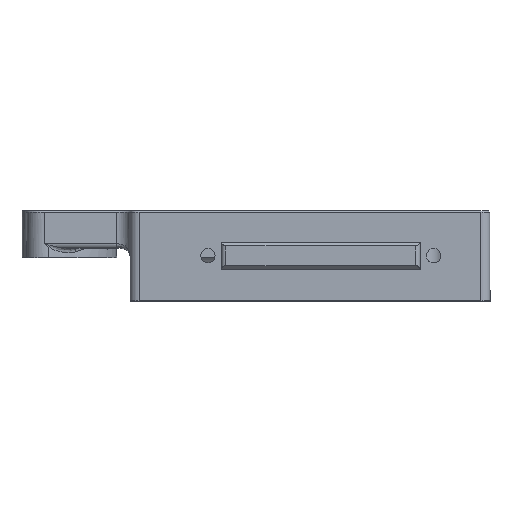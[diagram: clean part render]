
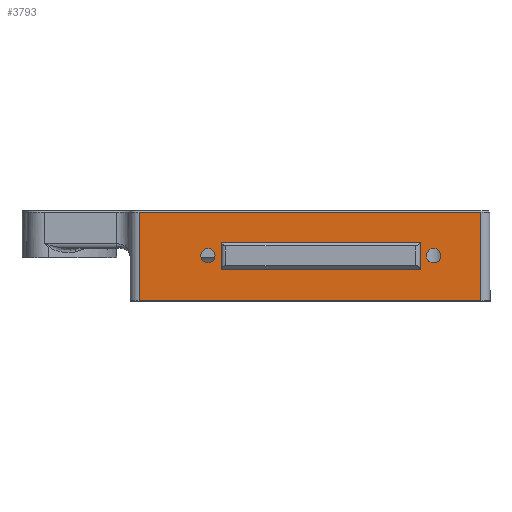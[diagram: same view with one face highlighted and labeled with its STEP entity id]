
A CAD part, top view. The second image highlights one B-rep face of the part: STEP entity #3793.
In plain terms, the highlighted planar face has unit normal (0, 0, 1).
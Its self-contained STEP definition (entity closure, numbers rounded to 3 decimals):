
#91=FACE_BOUND('',#664,.T.);
#92=FACE_BOUND('',#665,.T.);
#93=FACE_BOUND('',#666,.T.);
#312=CIRCLE('',#4117,1.6);
#314=CIRCLE('',#4121,1.6);
#458=FACE_OUTER_BOUND('',#663,.T.);
#663=EDGE_LOOP('',(#2942,#2943,#2944,#2945));
#664=EDGE_LOOP('',(#2946));
#665=EDGE_LOOP('',(#2947,#2948,#2949,#2950));
#666=EDGE_LOOP('',(#2951));
#956=LINE('',#6714,#1294);
#957=LINE('',#6719,#1295);
#958=LINE('',#6723,#1296);
#959=LINE('',#6725,#1297);
#969=LINE('',#6846,#1307);
#970=LINE('',#6849,#1308);
#971=LINE('',#6851,#1309);
#972=LINE('',#6852,#1310);
#1294=VECTOR('',#4811,10.);
#1295=VECTOR('',#4818,10.);
#1296=VECTOR('',#4823,10.);
#1297=VECTOR('',#4826,10.);
#1307=VECTOR('',#4864,10.);
#1308=VECTOR('',#4867,10.);
#1309=VECTOR('',#4868,10.);
#1310=VECTOR('',#4869,10.);
#1733=VERTEX_POINT('',#6711);
#1734=VERTEX_POINT('',#6713);
#1735=VERTEX_POINT('',#6717);
#1736=VERTEX_POINT('',#6721);
#1737=VERTEX_POINT('',#6727);
#1739=VERTEX_POINT('',#6735);
#1744=VERTEX_POINT('',#6842);
#1745=VERTEX_POINT('',#6844);
#1746=VERTEX_POINT('',#6848);
#1747=VERTEX_POINT('',#6850);
#2178=EDGE_CURVE('',#1734,#1733,#956,.T.);
#2181=EDGE_CURVE('',#1733,#1735,#957,.T.);
#2183=EDGE_CURVE('',#1735,#1736,#958,.T.);
#2184=EDGE_CURVE('',#1736,#1734,#959,.T.);
#2185=EDGE_CURVE('',#1737,#1737,#312,.T.);
#2189=EDGE_CURVE('',#1739,#1739,#314,.T.);
#2202=EDGE_CURVE('',#1745,#1744,#969,.T.);
#2203=EDGE_CURVE('',#1744,#1746,#970,.T.);
#2204=EDGE_CURVE('',#1747,#1745,#971,.T.);
#2205=EDGE_CURVE('',#1746,#1747,#972,.T.);
#2942=ORIENTED_EDGE('',*,*,#2203,.F.);
#2943=ORIENTED_EDGE('',*,*,#2202,.F.);
#2944=ORIENTED_EDGE('',*,*,#2204,.F.);
#2945=ORIENTED_EDGE('',*,*,#2205,.F.);
#2946=ORIENTED_EDGE('',*,*,#2189,.T.);
#2947=ORIENTED_EDGE('',*,*,#2184,.T.);
#2948=ORIENTED_EDGE('',*,*,#2178,.T.);
#2949=ORIENTED_EDGE('',*,*,#2181,.T.);
#2950=ORIENTED_EDGE('',*,*,#2183,.T.);
#2951=ORIENTED_EDGE('',*,*,#2185,.T.);
#3664=PLANE('',#4130);
#3793=ADVANCED_FACE('',(#458,#91,#92,#93),#3664,.T.);
#4117=AXIS2_PLACEMENT_3D('',#6728,#4829,#4830);
#4121=AXIS2_PLACEMENT_3D('',#6736,#4839,#4840);
#4130=AXIS2_PLACEMENT_3D('',#6847,#4865,#4866);
#4811=DIRECTION('',(0.,-1.,0.));
#4818=DIRECTION('',(-1.,0.,0.));
#4823=DIRECTION('',(0.,1.,0.));
#4826=DIRECTION('',(1.,0.,0.));
#4829=DIRECTION('center_axis',(0.,0.,
-1.));
#4830=DIRECTION('ref_axis',(-1.,0.,0.));
#4839=DIRECTION('center_axis',(0.,0.,
-1.));
#4840=DIRECTION('ref_axis',(-1.,0.,0.));
#4864=DIRECTION('',(0.,1.,0.));
#4865=DIRECTION('center_axis',(0.,0.,
1.));
#4866=DIRECTION('ref_axis',(1.,0.,0.));
#4867=DIRECTION('',(1.,0.,0.));
#4868=DIRECTION('',(-1.,0.,0.));
#4869=DIRECTION('',(0.,-1.,0.));
#6711=CARTESIAN_POINT('',(77.,-31.,-58.096));
#6713=CARTESIAN_POINT('',(77.,-25.,-58.096));
#6714=CARTESIAN_POINT('',(77.,-34.5,-58.096));
#6717=CARTESIAN_POINT('',(33.,-31.,-58.096));
#6719=CARTESIAN_POINT('',(24.4,-31.,-58.096));
#6721=CARTESIAN_POINT('',(33.,-25.,-58.096));
#6723=CARTESIAN_POINT('',(33.,-31.5,-58.096));
#6725=CARTESIAN_POINT('',(33.9,-25.,-58.096));
#6727=CARTESIAN_POINT('',(31.6,-28.,-58.096));
#6728=CARTESIAN_POINT('Origin',(30.,-28.,-58.096));
#6735=CARTESIAN_POINT('',(81.6,-28.,-58.096));
#6736=CARTESIAN_POINT('Origin',(80.,-28.,-58.096));
#6842=CARTESIAN_POINT('',(14.8,-18.4,-58.096));
#6844=CARTESIAN_POINT('',(14.8,-38.,-58.096));
#6846=CARTESIAN_POINT('',(14.8,-28.,-58.096));
#6847=CARTESIAN_POINT('Origin',(15.8,-38.,-58.096));
#6848=CARTESIAN_POINT('',(90.5,-18.4,-58.096));
#6849=CARTESIAN_POINT('',(21.4,-18.4,-58.096));
#6850=CARTESIAN_POINT('',(90.5,-38.,-58.096));
#6851=CARTESIAN_POINT('',(69.5,-38.,-58.096));
#6852=CARTESIAN_POINT('',(90.5,-38.,-58.096));
